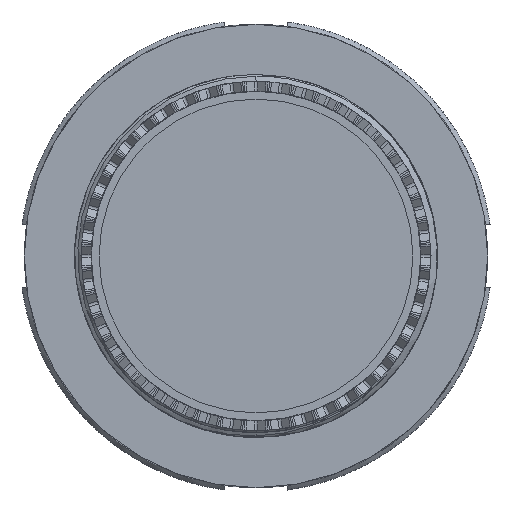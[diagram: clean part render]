
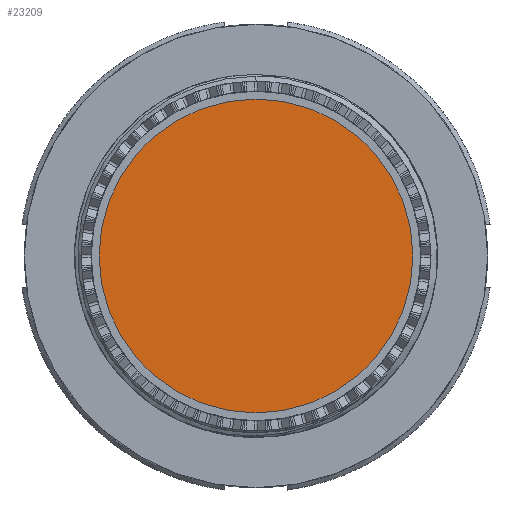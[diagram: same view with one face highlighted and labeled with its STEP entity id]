
A CAD part, front view. The second image highlights one B-rep face of the part: STEP entity #23209.
In plain terms, the highlighted planar face has unit normal (0, -1, 0).
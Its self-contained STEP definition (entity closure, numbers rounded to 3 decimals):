
#5182=CARTESIAN_POINT('',(0.,-8.19,0.));
#5183=DIRECTION('',(0.,-1.,0.));
#5184=DIRECTION('',(0.,0.,-1.));
#5185=AXIS2_PLACEMENT_3D('',#5182,#5183,#5184);
#5187=CARTESIAN_POINT('',(0.,-8.19,0.));
#5188=DIRECTION('',(0.,-1.,0.));
#5189=DIRECTION('',(0.,0.,1.));
#5190=AXIS2_PLACEMENT_3D('',#5187,#5188,#5189);
#18517=CARTESIAN_POINT('',(0.,-8.19,-15.95));
#18518=CARTESIAN_POINT('',(0.,-8.19,15.95));
#18519=VERTEX_POINT('',#18517);
#18520=VERTEX_POINT('',#18518);
#23199=CARTESIAN_POINT('',(0.,-8.19,0.));
#23200=DIRECTION('',(0.,-1.,0.));
#23201=DIRECTION('',(0.,0.,-1.));
#23202=AXIS2_PLACEMENT_3D('',#23199,#23200,#23201);
#23203=PLANE('',#23202);
#23204=ORIENTED_EDGE('',*,*,#23189,.F.);
#23206=ORIENTED_EDGE('',*,*,#23205,.F.);
#23207=EDGE_LOOP('',(#23204,#23206));
#23208=FACE_OUTER_BOUND('',#23207,.F.);
#23209=ADVANCED_FACE('',(#23208),#23203,.T.);
#5186=CIRCLE('',#5185,15.95);
#5191=CIRCLE('',#5190,15.95);
#23189=EDGE_CURVE('',#18519,#18520,#5186,.T.);
#23205=EDGE_CURVE('',#18520,#18519,#5191,.T.);
